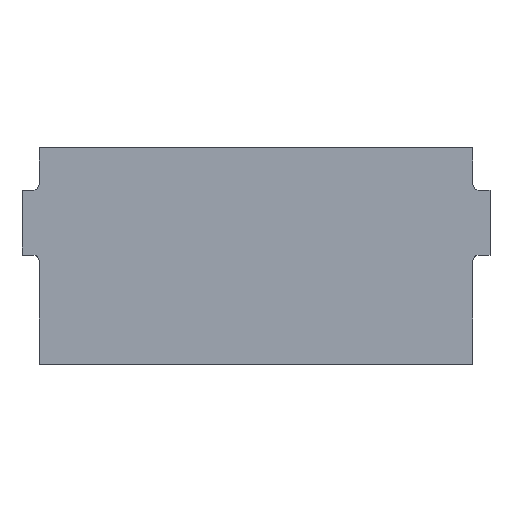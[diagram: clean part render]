
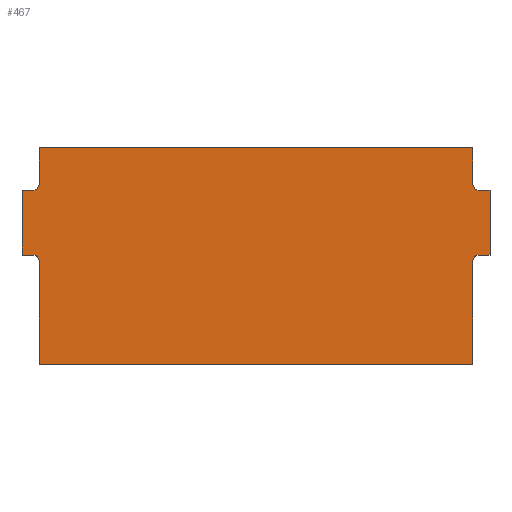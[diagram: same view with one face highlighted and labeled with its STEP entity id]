
A CAD part, top view. The second image highlights one B-rep face of the part: STEP entity #467.
In plain terms, the highlighted planar face has unit normal (0, 0, 1).
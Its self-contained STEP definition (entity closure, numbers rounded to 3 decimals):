
#57=CARTESIAN_POINT('Line Origine',(-54.,150.2,188.5)) ;
#61=CARTESIAN_POINT('Vertex',(-54.,157.7,188.5)) ;
#63=CARTESIAN_POINT('Vertex',(-54.,142.7,188.5)) ;
#101=CARTESIAN_POINT('Vertex',(54.,142.7,188.5)) ;
#117=CARTESIAN_POINT('Vertex',(54.,157.7,188.5)) ;
#120=CARTESIAN_POINT('Line Origine',(54.,150.2,188.5)) ;
#143=CARTESIAN_POINT('Vertex',(50.,167.5,188.5)) ;
#157=CARTESIAN_POINT('Vertex',(-50.,167.5,188.5)) ;
#160=CARTESIAN_POINT('Line Origine',(0.,167.5,188.5)) ;
#183=CARTESIAN_POINT('Vertex',(-50.,117.5,188.5)) ;
#197=CARTESIAN_POINT('Vertex',(50.,117.5,188.5)) ;
#200=CARTESIAN_POINT('Line Origine',(0.,117.5,188.5)) ;
#224=CARTESIAN_POINT('Line Origine',(52.75,142.7,188.5)) ;
#228=CARTESIAN_POINT('Vertex',(51.5,142.7,188.5)) ;
#254=CARTESIAN_POINT('Vertex',(50.,141.2,188.5)) ;
#262=CARTESIAN_POINT('Axis2P3D Location',(51.5,141.2,188.5)) ;
#279=CARTESIAN_POINT('Line Origine',(52.75,157.7,188.5)) ;
#283=CARTESIAN_POINT('Vertex',(51.5,157.7,188.5)) ;
#317=CARTESIAN_POINT('Line Origine',(50.,163.35,188.5)) ;
#321=CARTESIAN_POINT('Vertex',(50.,159.2,188.5)) ;
#341=CARTESIAN_POINT('Axis2P3D Location',(51.5,159.2,188.5)) ;
#358=CARTESIAN_POINT('Line Origine',(-52.75,142.7,188.5)) ;
#362=CARTESIAN_POINT('Vertex',(-51.5,142.7,188.5)) ;
#400=CARTESIAN_POINT('Vertex',(-50.,141.2,188.5)) ;
#403=CARTESIAN_POINT('Axis2P3D Location',(-51.5,141.2,188.5)) ;
#415=CARTESIAN_POINT('Axis2P3D Location',(0.,0.,188.5)) ;
#420=CARTESIAN_POINT('Axis2P3D Location',(-51.5,159.2,188.5)) ;
#424=CARTESIAN_POINT('Vertex',(-50.,159.2,188.5)) ;
#426=CARTESIAN_POINT('Vertex',(-51.5,157.7,188.5)) ;
#429=CARTESIAN_POINT('Line Origine',(-52.75,157.7,188.5)) ;
#434=CARTESIAN_POINT('Line Origine',(-50.,129.35,188.5)) ;
#439=CARTESIAN_POINT('Line Origine',(50.,129.35,188.5)) ;
#444=CARTESIAN_POINT('Line Origine',(-50.,163.35,188.5)) ;
#58=DIRECTION('Vector Direction',(0.,1.,0.)) ;
#121=DIRECTION('Vector Direction',(0.,1.,0.)) ;
#161=DIRECTION('Vector Direction',(1.,0.,0.)) ;
#201=DIRECTION('Vector Direction',(-1.,0.,0.)) ;
#225=DIRECTION('Vector Direction',(1.,0.,0.)) ;
#263=DIRECTION('Axis2P3D Direction',(0.,0.,-1.)) ;
#280=DIRECTION('Vector Direction',(1.,0.,0.)) ;
#318=DIRECTION('Vector Direction',(0.,1.,0.)) ;
#342=DIRECTION('Axis2P3D Direction',(0.,0.,1.)) ;
#359=DIRECTION('Vector Direction',(-1.,0.,0.)) ;
#404=DIRECTION('Axis2P3D Direction',(0.,0.,-1.)) ;
#416=DIRECTION('Axis2P3D Direction',(0.,0.,1.)) ;
#417=DIRECTION('Axis2P3D XDirection',(1.,0.,0.)) ;
#421=DIRECTION('Axis2P3D Direction',(0.,0.,1.)) ;
#430=DIRECTION('Vector Direction',(-1.,0.,0.)) ;
#435=DIRECTION('Vector Direction',(0.,-1.,0.)) ;
#440=DIRECTION('Vector Direction',(0.,1.,0.)) ;
#445=DIRECTION('Vector Direction',(0.,-1.,0.)) ;
#264=AXIS2_PLACEMENT_3D('Circle Axis2P3D',#262,#263,$) ;
#343=AXIS2_PLACEMENT_3D('Circle Axis2P3D',#341,#342,$) ;
#405=AXIS2_PLACEMENT_3D('Circle Axis2P3D',#403,#404,$) ;
#418=AXIS2_PLACEMENT_3D('Plane Axis2P3D',#415,#416,#417) ;
#422=AXIS2_PLACEMENT_3D('Circle Axis2P3D',#420,#421,$) ;
#450=ORIENTED_EDGE('',*,*,#428,.T.) ;
#451=ORIENTED_EDGE('',*,*,#433,.T.) ;
#452=ORIENTED_EDGE('',*,*,#65,.T.) ;
#453=ORIENTED_EDGE('',*,*,#364,.F.) ;
#454=ORIENTED_EDGE('',*,*,#407,.T.) ;
#455=ORIENTED_EDGE('',*,*,#438,.T.) ;
#456=ORIENTED_EDGE('',*,*,#204,.T.) ;
#457=ORIENTED_EDGE('',*,*,#443,.T.) ;
#458=ORIENTED_EDGE('',*,*,#266,.T.) ;
#459=ORIENTED_EDGE('',*,*,#230,.T.) ;
#460=ORIENTED_EDGE('',*,*,#124,.F.) ;
#461=ORIENTED_EDGE('',*,*,#285,.F.) ;
#462=ORIENTED_EDGE('',*,*,#345,.T.) ;
#463=ORIENTED_EDGE('',*,*,#323,.T.) ;
#464=ORIENTED_EDGE('',*,*,#164,.T.) ;
#465=ORIENTED_EDGE('',*,*,#448,.T.) ;
#59=VECTOR('Line Direction',#58,1.) ;
#122=VECTOR('Line Direction',#121,1.) ;
#162=VECTOR('Line Direction',#161,1.) ;
#202=VECTOR('Line Direction',#201,1.) ;
#226=VECTOR('Line Direction',#225,1.) ;
#281=VECTOR('Line Direction',#280,1.) ;
#319=VECTOR('Line Direction',#318,1.) ;
#360=VECTOR('Line Direction',#359,1.) ;
#431=VECTOR('Line Direction',#430,1.) ;
#436=VECTOR('Line Direction',#435,1.) ;
#441=VECTOR('Line Direction',#440,1.) ;
#446=VECTOR('Line Direction',#445,1.) ;
#467=ADVANCED_FACE('PartBody',(#466),#419,.T.) ;
#265=CIRCLE('generated circle',#264,1.5) ;
#344=CIRCLE('generated circle',#343,1.5) ;
#406=CIRCLE('generated circle',#405,1.5) ;
#423=CIRCLE('generated circle',#422,1.5) ;
#65=EDGE_CURVE('',#62,#64,#60,.F.) ;
#124=EDGE_CURVE('',#118,#102,#123,.F.) ;
#164=EDGE_CURVE('',#144,#158,#163,.F.) ;
#204=EDGE_CURVE('',#184,#198,#203,.F.) ;
#230=EDGE_CURVE('',#229,#102,#227,.T.) ;
#266=EDGE_CURVE('',#255,#229,#265,.T.) ;
#285=EDGE_CURVE('',#284,#118,#282,.T.) ;
#323=EDGE_CURVE('',#322,#144,#320,.T.) ;
#345=EDGE_CURVE('',#284,#322,#344,.F.) ;
#364=EDGE_CURVE('',#363,#64,#361,.T.) ;
#407=EDGE_CURVE('',#363,#401,#406,.T.) ;
#428=EDGE_CURVE('',#425,#427,#423,.F.) ;
#433=EDGE_CURVE('',#427,#62,#432,.T.) ;
#438=EDGE_CURVE('',#401,#184,#437,.T.) ;
#443=EDGE_CURVE('',#198,#255,#442,.T.) ;
#448=EDGE_CURVE('',#158,#425,#447,.T.) ;
#449=EDGE_LOOP('',(#450,#451,#452,#453,#454,#455,#456,#457,#458,#459,#460,#461,#462,#463,#464,#465)) ;
#466=FACE_OUTER_BOUND('',#449,.T.) ;
#60=LINE('Line',#57,#59) ;
#123=LINE('Line',#120,#122) ;
#163=LINE('Line',#160,#162) ;
#203=LINE('Line',#200,#202) ;
#227=LINE('Line',#224,#226) ;
#282=LINE('Line',#279,#281) ;
#320=LINE('Line',#317,#319) ;
#361=LINE('Line',#358,#360) ;
#432=LINE('Line',#429,#431) ;
#437=LINE('Line',#434,#436) ;
#442=LINE('Line',#439,#441) ;
#447=LINE('Line',#444,#446) ;
#419=PLANE('',#418) ;
#62=VERTEX_POINT('',#61) ;
#64=VERTEX_POINT('',#63) ;
#102=VERTEX_POINT('',#101) ;
#118=VERTEX_POINT('',#117) ;
#144=VERTEX_POINT('',#143) ;
#158=VERTEX_POINT('',#157) ;
#184=VERTEX_POINT('',#183) ;
#198=VERTEX_POINT('',#197) ;
#229=VERTEX_POINT('',#228) ;
#255=VERTEX_POINT('',#254) ;
#284=VERTEX_POINT('',#283) ;
#322=VERTEX_POINT('',#321) ;
#363=VERTEX_POINT('',#362) ;
#401=VERTEX_POINT('',#400) ;
#425=VERTEX_POINT('',#424) ;
#427=VERTEX_POINT('',#426) ;
